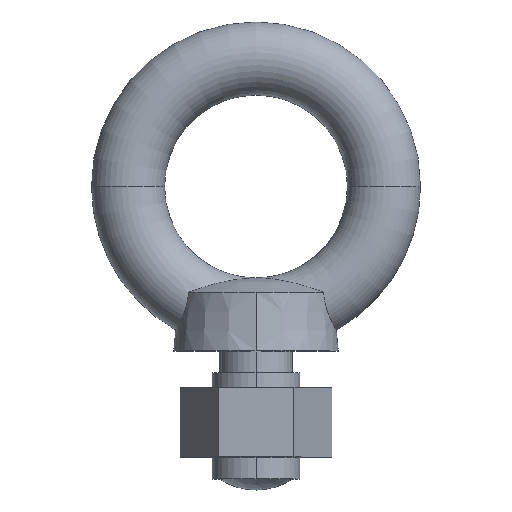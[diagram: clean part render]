
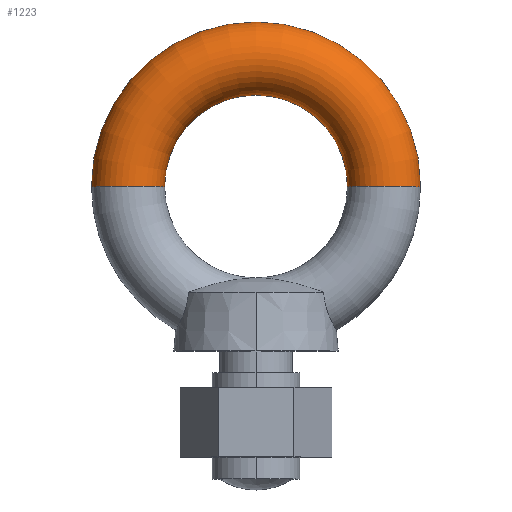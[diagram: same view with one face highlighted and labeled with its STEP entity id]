
A CAD part, top view. The second image highlights one B-rep face of the part: STEP entity #1223.
In plain terms, the highlighted toroidal (fillet/blend) face has major radius 35 mm and minor radius 10 mm.
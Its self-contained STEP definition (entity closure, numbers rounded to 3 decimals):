
#116 = VERTEX_POINT ( 'NONE', #1369 ) ;
#213 = DIRECTION ( 'NONE',  ( -1., 0., 0. ) ) ;
#214 = DIRECTION ( 'NONE',  ( 0., 0., -1. ) ) ;
#215 = AXIS2_PLACEMENT_3D ( 'NONE', #221, #214, #213 ) ;
#216 = CIRCLE ( 'NONE', #215, 25. ) ;
#221 = CARTESIAN_POINT ( 'NONE',  ( 0., 0., 0. ) ) ;
#245 = DIRECTION ( 'NONE',  ( -1., 0., 0. ) ) ;
#246 = DIRECTION ( 'NONE',  ( 0., 1., 0. ) ) ;
#247 = CARTESIAN_POINT ( 'NONE',  ( 35., 0., 0. ) ) ;
#248 = AXIS2_PLACEMENT_3D ( 'NONE', #247, #246, #245 ) ;
#249 = CIRCLE ( 'NONE', #248, 10. ) ;
#250 = DIRECTION ( 'NONE',  ( -1., 0., 0. ) ) ;
#251 = DIRECTION ( 'NONE',  ( 0., 0., -1. ) ) ;
#252 = CARTESIAN_POINT ( 'NONE',  ( 0., 0., 0. ) ) ;
#253 = AXIS2_PLACEMENT_3D ( 'NONE', #252, #251, #250 ) ;
#254 = CIRCLE ( 'NONE', #253, 45. ) ;
#409 = CARTESIAN_POINT ( 'NONE',  ( -25., 0., 0. ) ) ;
#444 = AXIS2_PLACEMENT_3D ( 'NONE', #475, #474, #473 ) ;
#473 = DIRECTION ( 'NONE',  ( -1., 0., 0. ) ) ;
#474 = DIRECTION ( 'NONE',  ( 0., 0., -1. ) ) ;
#475 = CARTESIAN_POINT ( 'NONE',  ( 0., 0., 0. ) ) ;
#480 = FACE_OUTER_BOUND ( 'NONE', #1224, .T. ) ;
#482 = TOROIDAL_SURFACE ( 'NONE', #444, 35., 10. ) ;
#520 = CARTESIAN_POINT ( 'NONE',  ( 25., 0., 0. ) ) ;
#521 = CARTESIAN_POINT ( 'NONE',  ( 45., 0., 0. ) ) ;
#539 = DIRECTION ( 'NONE',  ( 0., 0., -1. ) ) ;
#540 = DIRECTION ( 'NONE',  ( 0., -1., 0. ) ) ;
#541 = CARTESIAN_POINT ( 'NONE',  ( -35., 0., 0. ) ) ;
#542 = AXIS2_PLACEMENT_3D ( 'NONE', #541, #540, #539 ) ;
#543 = CIRCLE ( 'NONE', #542, 10. ) ;
#1150 = EDGE_CURVE ( 'NONE', #1220, #1272, #216, .T. ) ;
#1164 = EDGE_CURVE ( 'NONE', #116, #1271, #254, .T. ) ;
#1167 = ORIENTED_EDGE ( 'NONE', *, *, #1168, .T. ) ;
#1168 = EDGE_CURVE ( 'NONE', #1272, #1271, #249, .T. ) ;
#1220 = VERTEX_POINT ( 'NONE', #409 ) ;
#1223 = ADVANCED_FACE ( 'NONE', ( #480 ), #482, .T. ) ;
#1224 = EDGE_LOOP ( 'NONE', ( #1261, #1262, #1264, #1167 ) ) ;
#1261 = ORIENTED_EDGE ( 'NONE', *, *, #1164, .F. ) ;
#1262 = ORIENTED_EDGE ( 'NONE', *, *, #1263, .F. ) ;
#1263 = EDGE_CURVE ( 'NONE', #1220, #116, #543, .T. ) ;
#1264 = ORIENTED_EDGE ( 'NONE', *, *, #1150, .T. ) ;
#1271 = VERTEX_POINT ( 'NONE', #521 ) ;
#1272 = VERTEX_POINT ( 'NONE', #520 ) ;
#1369 = CARTESIAN_POINT ( 'NONE',  ( -45., 0., 0. ) ) ;
